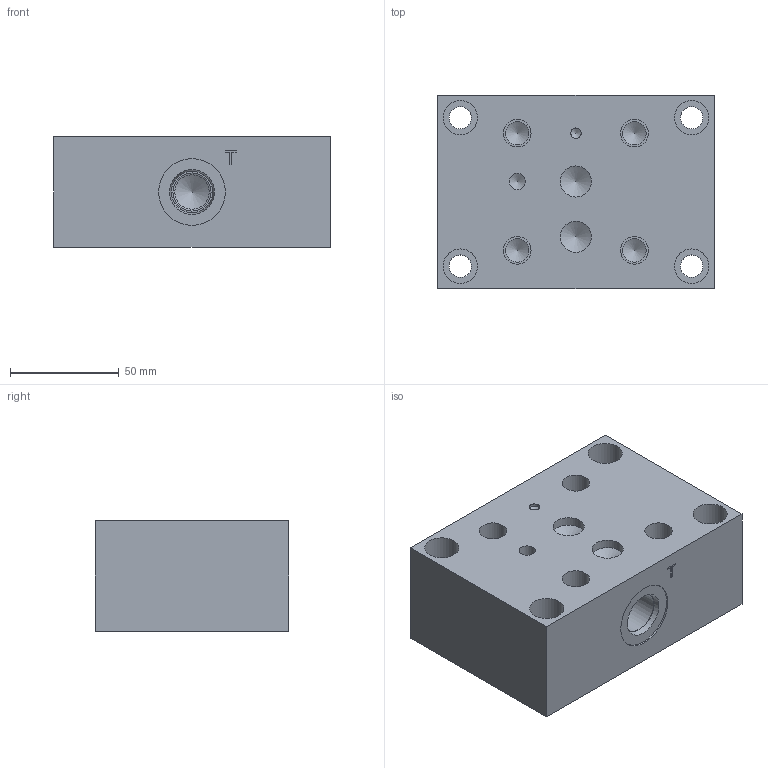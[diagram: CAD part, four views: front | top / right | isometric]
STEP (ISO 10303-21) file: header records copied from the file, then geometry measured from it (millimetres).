
FILE_DESCRIPTION(/* description */ (''),/* implementation_level */ '2;1');
FILE_NAME(/* name */ '_R06SPS08S.stp',/* time_stamp */ '2022-01-27T15:52:37-05:00',/* author */ ('bobbyh'),/* organization */ (''),/* preprocessor_version */ 'ST-DEVELOPER v18',/* originating_system */ 'Autodesk Inventor 2020',/* authorisation */ '');
FILE_SCHEMA (('AUTOMOTIVE_DESIGN { 1 0 10303 214 3 1 1 }'));
Length unit declared in the file: millimetre
Products named in the file (1): Part__R06SPS08S_3D
Bounding box: 127 x 88.9 x 50.8 mm (x, y, z)
Volume: 515899.1 mm3; surface area: 60402.9 mm2
Topology: 1 solids, 1 shells, 453 faces, 1239 edges, 835 vertices
Faces by surface type: plane 257, bspline 141, cylinder 35, cone 20
Full cylindrical faces by diameter (mm): 4.775 x1, 7.493 x1, 10.312 x4, 10.719 x4, 12.294 x1, 12.7 x4, 12.9 x1, 14.275 x1, 14.3 x2, 14.529 x1, 15.875 x6, 17.501 x2, 19.05 x2, 19.253 x2, 25.019 x1, 30.632 x2
Entity records: 15413 total; most frequent: CARTESIAN_POINT 4350, ORIENTED_EDGE 2456, DIRECTION 1698, EDGE_CURVE 1228, VERTEX_POINT 835, LINE 820, VECTOR 820, EDGE_LOOP 519
